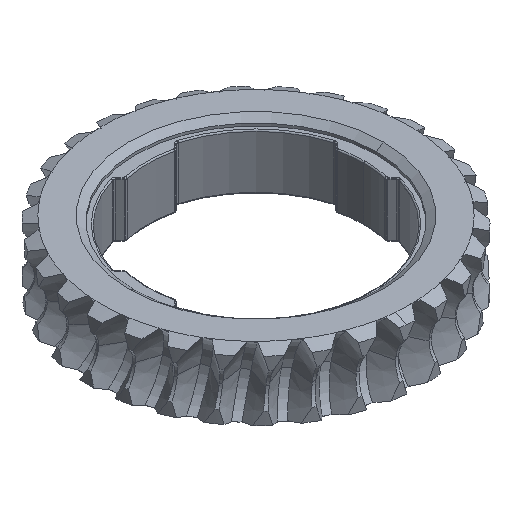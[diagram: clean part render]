
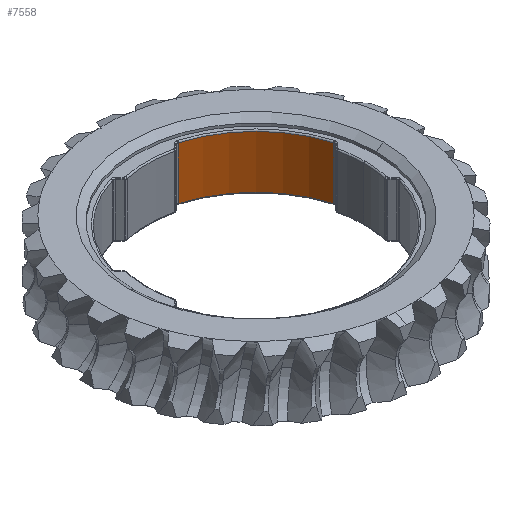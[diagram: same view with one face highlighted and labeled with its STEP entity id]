
A CAD part, isometric view. The second image highlights one B-rep face of the part: STEP entity #7558.
In plain terms, the highlighted cylindrical face has radius 46 mm (diameter 92 mm), a partial arc.
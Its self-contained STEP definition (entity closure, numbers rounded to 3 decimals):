
#143 = CARTESIAN_POINT ( 'NONE',  ( 13.067, 44.105, 14. ) ) ;
#1464 = DIRECTION ( 'NONE',  ( 0., 0., 1. ) ) ;
#2302 = CARTESIAN_POINT ( 'NONE',  ( 44.105, 13.067, -10.5 ) ) ;
#4377 = ORIENTED_EDGE ( 'NONE', *, *, #13032, .F. ) ;
#4400 = DIRECTION ( 'NONE',  ( 0., 0., -1. ) ) ;
#4651 = VERTEX_POINT ( 'NONE', #11844 ) ;
#4734 = DIRECTION ( 'NONE',  ( 0., 0., 1. ) ) ;
#5224 = ORIENTED_EDGE ( 'NONE', *, *, #17773, .F. ) ;
#5517 = AXIS2_PLACEMENT_3D ( 'NONE', #12335, #1464, #15513 ) ;
#6148 = CIRCLE ( 'NONE', #5517, 46. ) ;
#7047 = CIRCLE ( 'NONE', #18194, 46. ) ;
#7373 = VECTOR ( 'NONE', #4734, 1000. ) ;
#7558 = ADVANCED_FACE ( 'NONE', ( #9185 ), #18341, .F. ) ;
#7583 = DIRECTION ( 'NONE',  ( 0., 0., -1. ) ) ;
#7626 = LINE ( 'NONE', #143, #7373 ) ;
#8219 = DIRECTION ( 'NONE',  ( 0., 0., -1. ) ) ;
#9041 = CARTESIAN_POINT ( 'NONE',  ( 13.067, 44.105, -10.5 ) ) ;
#9185 = FACE_OUTER_BOUND ( 'NONE', #18226, .T. ) ;
#9937 = VERTEX_POINT ( 'NONE', #13308 ) ;
#10289 = LINE ( 'NONE', #13275, #19132 ) ;
#11844 = CARTESIAN_POINT ( 'NONE',  ( 13.067, 44.105, 10.5 ) ) ;
#11975 = VERTEX_POINT ( 'NONE', #9041 ) ;
#12071 = AXIS2_PLACEMENT_3D ( 'NONE', #15169, #7583, #13771 ) ;
#12335 = CARTESIAN_POINT ( 'NONE',  ( 0., 0., -10.5 ) ) ;
#13032 = EDGE_CURVE ( 'NONE', #11975, #4651, #7626, .T. ) ;
#13275 = CARTESIAN_POINT ( 'NONE',  ( 44.105, 13.067, 14. ) ) ;
#13308 = CARTESIAN_POINT ( 'NONE',  ( 44.105, 13.067, 10.5 ) ) ;
#13771 = DIRECTION ( 'NONE',  ( 1., 0., 0. ) ) ;
#14276 = VERTEX_POINT ( 'NONE', #2302 ) ;
#14763 = EDGE_CURVE ( 'NONE', #14276, #11975, #6148, .T. ) ;
#15169 = CARTESIAN_POINT ( 'NONE',  ( 0., 0., 14. ) ) ;
#15513 = DIRECTION ( 'NONE',  ( 0.707, 0.707, 0. ) ) ;
#16714 = ORIENTED_EDGE ( 'NONE', *, *, #17628, .F. ) ;
#17356 = ORIENTED_EDGE ( 'NONE', *, *, #14763, .F. ) ;
#17628 = EDGE_CURVE ( 'NONE', #9937, #14276, #10289, .T. ) ;
#17773 = EDGE_CURVE ( 'NONE', #4651, #9937, #7047, .T. ) ;
#18194 = AXIS2_PLACEMENT_3D ( 'NONE', #19624, #4400, #18237 ) ;
#18226 = EDGE_LOOP ( 'NONE', ( #17356, #16714, #5224, #4377 ) ) ;
#18237 = DIRECTION ( 'NONE',  ( 0.707, 0.707, 0. ) ) ;
#18341 = CYLINDRICAL_SURFACE ( 'NONE', #12071, 46. ) ;
#19132 = VECTOR ( 'NONE', #8219, 1000. ) ;
#19624 = CARTESIAN_POINT ( 'NONE',  ( 0., 0., 10.5 ) ) ;
